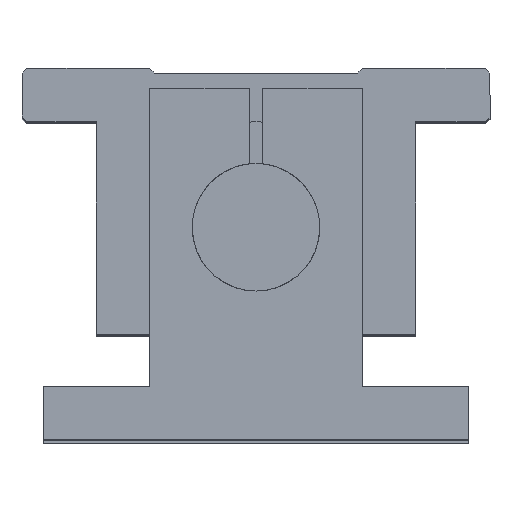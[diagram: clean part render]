
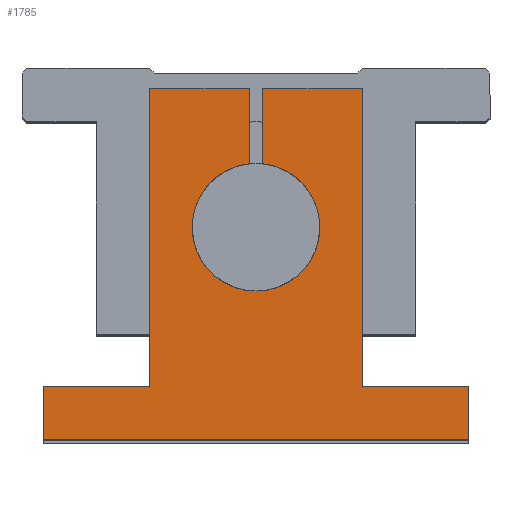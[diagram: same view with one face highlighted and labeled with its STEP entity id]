
A CAD part, top view. The second image highlights one B-rep face of the part: STEP entity #1785.
In plain terms, the highlighted planar face has unit normal (0, 0, 1).
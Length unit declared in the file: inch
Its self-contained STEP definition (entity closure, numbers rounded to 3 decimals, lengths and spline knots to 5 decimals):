
#28 = CARTESIAN_POINT ( 'NONE',  ( -3.55528, -0.61269, 1.51958 ) ) ;
#66 = VERTEX_POINT ( 'NONE', #1327 ) ;
#142 = ORIENTED_EDGE ( 'NONE', *, *, #3515, .F. ) ;
#161 = EDGE_CURVE ( 'NONE', #4415, #1924, #417, .T. ) ;
#193 = VECTOR ( 'NONE', #1013, 39.37008 ) ;
#255 = CARTESIAN_POINT ( 'NONE',  ( -2.30528, 0.32432, 1.51958 ) ) ;
#278 = DIRECTION ( 'NONE',  ( 0., 0., 1. ) ) ;
#287 = CARTESIAN_POINT ( 'NONE',  ( -2.34465, 1.13731, 1.51958 ) ) ;
#310 = VERTEX_POINT ( 'NONE', #28 ) ;
#317 = DIRECTION ( 'NONE',  ( 0., 1., 0. ) ) ;
#417 = CIRCLE ( 'NONE', #4447, 0.375 ) ;
#434 = CARTESIAN_POINT ( 'NONE',  ( -1.68028, -0.61269, 1.51958 ) ) ;
#452 = LINE ( 'NONE', #1161, #2450 ) ;
#542 = CARTESIAN_POINT ( 'NONE',  ( -1.05528, -0.92568, 1.51958 ) ) ;
#549 = EDGE_CURVE ( 'NONE', #4415, #3395, #3461, .T. ) ;
#572 = VECTOR ( 'NONE', #3587, 39.37008 ) ;
#603 = ORIENTED_EDGE ( 'NONE', *, *, #795, .F. ) ;
#660 = CARTESIAN_POINT ( 'NONE',  ( -3.55528, -0.92568, 1.51958 ) ) ;
#736 = ORIENTED_EDGE ( 'NONE', *, *, #1556, .F. ) ;
#770 = CARTESIAN_POINT ( 'NONE',  ( -2.30528, -0.05068, 1.51958 ) ) ;
#795 = EDGE_CURVE ( 'NONE', #4392, #1930, #452, .T. ) ;
#879 = LINE ( 'NONE', #1544, #938 ) ;
#904 = ORIENTED_EDGE ( 'NONE', *, *, #1209, .F. ) ;
#938 = VECTOR ( 'NONE', #3976, 39.37008 ) ;
#983 = DIRECTION ( 'NONE',  ( 0., 0., -1. ) ) ;
#1013 = DIRECTION ( 'NONE',  ( 1., 0., 0. ) ) ;
#1027 = FACE_OUTER_BOUND ( 'NONE', #2779, .T. ) ;
#1032 = DIRECTION ( 'NONE',  ( 1., 0., 0. ) ) ;
#1041 = CARTESIAN_POINT ( 'NONE',  ( -2.93028, -0.61269, 1.51958 ) ) ;
#1096 = CARTESIAN_POINT ( 'NONE',  ( -2.34465, 0.69724, 1.51958 ) ) ;
#1110 = LINE ( 'NONE', #2505, #2766 ) ;
#1161 = CARTESIAN_POINT ( 'NONE',  ( -2.34465, 0.69724, 1.51958 ) ) ;
#1197 = ORIENTED_EDGE ( 'NONE', *, *, #161, .T. ) ;
#1209 = EDGE_CURVE ( 'NONE', #1857, #310, #3970, .T. ) ;
#1327 = CARTESIAN_POINT ( 'NONE',  ( -1.68028, 1.13731, 1.51958 ) ) ;
#1335 = LINE ( 'NONE', #287, #193 ) ;
#1354 = VECTOR ( 'NONE', #317, 39.37008 ) ;
#1512 = LINE ( 'NONE', #4285, #572 ) ;
#1544 = CARTESIAN_POINT ( 'NONE',  ( -1.68028, 1.13731, 1.51958 ) ) ;
#1556 = EDGE_CURVE ( 'NONE', #66, #1818, #1512, .T. ) ;
#1712 = DIRECTION ( 'NONE',  ( -1., 0., 0. ) ) ;
#1785 = ADVANCED_FACE ( 'NONE', ( #1027 ), #4100, .T. ) ;
#1818 = VERTEX_POINT ( 'NONE', #2038 ) ;
#1822 = DIRECTION ( 'NONE',  ( 1., 0., 0. ) ) ;
#1857 = VERTEX_POINT ( 'NONE', #3051 ) ;
#1887 = CARTESIAN_POINT ( 'NONE',  ( -1.05528, -0.92568, 1.51958 ) ) ;
#1914 = AXIS2_PLACEMENT_3D ( 'NONE', #3828, #278, #4473 ) ;
#1924 = VERTEX_POINT ( 'NONE', #770 ) ;
#1930 = VERTEX_POINT ( 'NONE', #1096 ) ;
#2008 = LINE ( 'NONE', #660, #4119 ) ;
#2038 = CARTESIAN_POINT ( 'NONE',  ( -1.68028, -0.61269, 1.51958 ) ) ;
#2169 = EDGE_CURVE ( 'NONE', #2530, #1857, #2008, .T. ) ;
#2172 = LINE ( 'NONE', #434, #3008 ) ;
#2238 = AXIS2_PLACEMENT_3D ( 'NONE', #3035, #3061, #2615 ) ;
#2304 = LINE ( 'NONE', #542, #3749 ) ;
#2414 = CARTESIAN_POINT ( 'NONE',  ( -2.93028, 1.13731, 1.51958 ) ) ;
#2450 = VECTOR ( 'NONE', #3319, 39.37008 ) ;
#2505 = CARTESIAN_POINT ( 'NONE',  ( -2.93028, -0.61269, 1.51958 ) ) ;
#2530 = VERTEX_POINT ( 'NONE', #1887 ) ;
#2533 = ORIENTED_EDGE ( 'NONE', *, *, #2169, .F. ) ;
#2605 = VERTEX_POINT ( 'NONE', #2731 ) ;
#2615 = DIRECTION ( 'NONE',  ( 0., -1., 0. ) ) ;
#2655 = LINE ( 'NONE', #2960, #4299 ) ;
#2684 = CARTESIAN_POINT ( 'NONE',  ( -2.34465, 1.13731, 1.51958 ) ) ;
#2731 = CARTESIAN_POINT ( 'NONE',  ( -1.05528, -0.61269, 1.51958 ) ) ;
#2766 = VECTOR ( 'NONE', #1822, 39.37008 ) ;
#2779 = EDGE_LOOP ( 'NONE', ( #3081, #1197, #2951, #603, #2957, #3917, #142, #904, #2533, #4016, #3022, #736, #4527 ) ) ;
#2836 = VECTOR ( 'NONE', #3885, 39.37008 ) ;
#2951 = ORIENTED_EDGE ( 'NONE', *, *, #4332, .T. ) ;
#2957 = ORIENTED_EDGE ( 'NONE', *, *, #4476, .F. ) ;
#2960 = CARTESIAN_POINT ( 'NONE',  ( -2.93028, -0.61269, 1.51958 ) ) ;
#2968 = DIRECTION ( 'NONE',  ( 0., -1., 0. ) ) ;
#3008 = VECTOR ( 'NONE', #1032, 39.37008 ) ;
#3022 = ORIENTED_EDGE ( 'NONE', *, *, #3047, .F. ) ;
#3035 = CARTESIAN_POINT ( 'NONE',  ( -2.30528, 0.32432, 1.51958 ) ) ;
#3047 = EDGE_CURVE ( 'NONE', #1818, #2605, #2172, .T. ) ;
#3051 = CARTESIAN_POINT ( 'NONE',  ( -3.55528, -0.92568, 1.51958 ) ) ;
#3061 = DIRECTION ( 'NONE',  ( 0., 0., -1. ) ) ;
#3081 = ORIENTED_EDGE ( 'NONE', *, *, #549, .F. ) ;
#3186 = EDGE_CURVE ( 'NONE', #2605, #2530, #2304, .T. ) ;
#3202 = CIRCLE ( 'NONE', #2238, 0.375 ) ;
#3319 = DIRECTION ( 'NONE',  ( 0., -1., 0. ) ) ;
#3327 = VERTEX_POINT ( 'NONE', #2414 ) ;
#3395 = VERTEX_POINT ( 'NONE', #4272 ) ;
#3461 = LINE ( 'NONE', #3784, #1354 ) ;
#3515 = EDGE_CURVE ( 'NONE', #310, #4063, #1110, .T. ) ;
#3564 = CARTESIAN_POINT ( 'NONE',  ( -3.55528, -0.92568, 1.51958 ) ) ;
#3587 = DIRECTION ( 'NONE',  ( 0., -1., 0. ) ) ;
#3632 = EDGE_CURVE ( 'NONE', #3395, #66, #879, .T. ) ;
#3735 = CARTESIAN_POINT ( 'NONE',  ( -2.26591, 0.69724, 1.51958 ) ) ;
#3749 = VECTOR ( 'NONE', #2968, 39.37008 ) ;
#3784 = CARTESIAN_POINT ( 'NONE',  ( -2.26591, 0.69724, 1.51958 ) ) ;
#3828 = CARTESIAN_POINT ( 'NONE',  ( -3.55528, -0.92568, 1.51958 ) ) ;
#3885 = DIRECTION ( 'NONE',  ( 0., 1., 0. ) ) ;
#3913 = EDGE_CURVE ( 'NONE', #4063, #3327, #2655, .T. ) ;
#3917 = ORIENTED_EDGE ( 'NONE', *, *, #3913, .F. ) ;
#3970 = LINE ( 'NONE', #3564, #2836 ) ;
#3976 = DIRECTION ( 'NONE',  ( 1., 0., 0. ) ) ;
#4014 = DIRECTION ( 'NONE',  ( 0., 1., 0. ) ) ;
#4016 = ORIENTED_EDGE ( 'NONE', *, *, #3186, .F. ) ;
#4063 = VERTEX_POINT ( 'NONE', #1041 ) ;
#4100 = PLANE ( 'NONE',  #1914 ) ;
#4105 = DIRECTION ( 'NONE',  ( 0., -1., 0. ) ) ;
#4119 = VECTOR ( 'NONE', #1712, 39.37008 ) ;
#4272 = CARTESIAN_POINT ( 'NONE',  ( -2.26591, 1.13731, 1.51958 ) ) ;
#4285 = CARTESIAN_POINT ( 'NONE',  ( -1.68028, -0.61269, 1.51958 ) ) ;
#4299 = VECTOR ( 'NONE', #4014, 39.37008 ) ;
#4332 = EDGE_CURVE ( 'NONE', #1924, #1930, #3202, .T. ) ;
#4392 = VERTEX_POINT ( 'NONE', #2684 ) ;
#4415 = VERTEX_POINT ( 'NONE', #3735 ) ;
#4447 = AXIS2_PLACEMENT_3D ( 'NONE', #255, #983, #4105 ) ;
#4473 = DIRECTION ( 'NONE',  ( 1., 0., 0. ) ) ;
#4476 = EDGE_CURVE ( 'NONE', #3327, #4392, #1335, .T. ) ;
#4527 = ORIENTED_EDGE ( 'NONE', *, *, #3632, .F. ) ;
